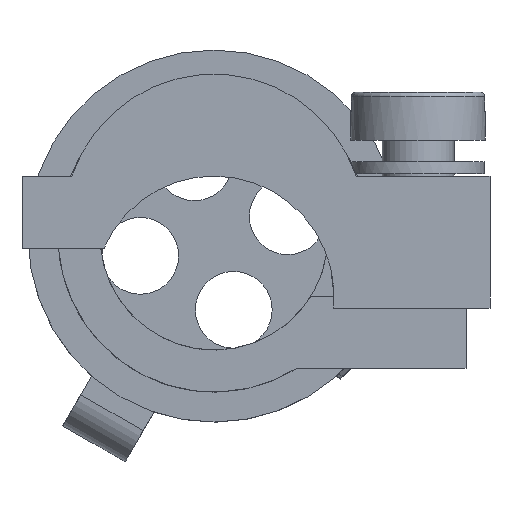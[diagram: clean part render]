
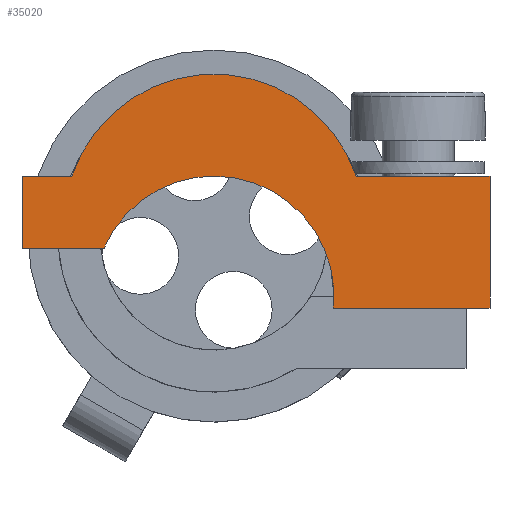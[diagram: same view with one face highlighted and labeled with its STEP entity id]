
A CAD part, left-side view. The second image highlights one B-rep face of the part: STEP entity #35020.
In plain terms, the highlighted planar face has unit normal (-1, 0, 0).
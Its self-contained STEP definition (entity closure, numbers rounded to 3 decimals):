
#31740=CARTESIAN_POINT('',(-46.,8.,-0.5));
#31750=VERTEX_POINT('',#31740);
#31800=CARTESIAN_POINT('',(-46.,4.583,-0.5));
#31810=DIRECTION('',(0.,1.,0.));
#31820=VECTOR('',#31810,3.417);
#31830=LINE('',#31800,#31820);
#31840=CARTESIAN_POINT('',(-46.,4.583,-0.5));
#31850=VERTEX_POINT('',#31840);
#31860=EDGE_CURVE('',#31850,#31750,#31830,.T.);
#32250=CARTESIAN_POINT('',(-46.,-4.975,-3.));
#32260=VERTEX_POINT('',#32250);
#32290=CARTESIAN_POINT('',(-46.,-11.5,-3.));
#32300=DIRECTION('',(0.,1.,0.));
#32310=VECTOR('',#32300,6.525);
#32320=LINE('',#32290,#32310);
#32330=CARTESIAN_POINT('',(-46.,-11.5,-3.));
#32340=VERTEX_POINT('',#32330);
#32350=EDGE_CURVE('',#32340,#32260,#32320,.T.);
#32710=CARTESIAN_POINT('',(-46.,-11.5,2.5));
#32720=DIRECTION('',(0.,0.,-1.));
#32730=VECTOR('',#32720,5.5);
#32740=LINE('',#32710,#32730);
#32750=CARTESIAN_POINT('',(-46.,-11.5,2.5));
#32760=VERTEX_POINT('',#32750);
#32770=EDGE_CURVE('',#32760,#32340,#32740,.T.);
#33020=CARTESIAN_POINT('',(-46.,-5.921,2.5));
#33030=DIRECTION('',(0.,-1.,0.));
#33040=VECTOR('',#33030,5.579);
#33050=LINE('',#33020,#33040);
#33060=CARTESIAN_POINT('',(-46.,-5.921,2.5));
#33070=VERTEX_POINT('',#33060);
#33080=EDGE_CURVE('',#33070,#32760,#33050,.T.);
#33380=CARTESIAN_POINT('',(-46.,0.,0.5));
#33390=DIRECTION('',(1.,0.,0.));
#33400=DIRECTION('',(0.,0.947,-0.32));
#33410=AXIS2_PLACEMENT_3D('',#33380,#33390,#33400);
#33420=CIRCLE('',#33410,6.25);
#33430=CARTESIAN_POINT('',(-46.,5.921,2.5));
#33440=VERTEX_POINT('',#33430);
#33450=EDGE_CURVE('',#33440,#33070,#33420,.T.);
#34120=CARTESIAN_POINT('',(-46.,8.,2.5));
#34130=DIRECTION('',(0.,-1.,0.));
#34140=VECTOR('',#34130,2.079);
#34150=LINE('',#34120,#34140);
#34160=CARTESIAN_POINT('',(-46.,8.,2.5));
#34170=VERTEX_POINT('',#34160);
#34180=EDGE_CURVE('',#34170,#33440,#34150,.T.);
#34430=CARTESIAN_POINT('',(-46.,8.,-0.5));
#34440=DIRECTION('',(0.,0.,1.));
#34450=VECTOR('',#34440,3.);
#34460=LINE('',#34430,#34450);
#34470=EDGE_CURVE('',#31750,#34170,#34460,.T.);
#34750=CARTESIAN_POINT('',(-46.,0.,-2.5));
#34760=DIRECTION('',(-1.,0.,0.));
#34770=DIRECTION('',(0.,-0.995,-0.1));
#34780=AXIS2_PLACEMENT_3D('',#34750,#34760,#34770);
#34790=CIRCLE('',#34780,5.);
#34800=EDGE_CURVE('',#32260,#31850,#34790,.T.);
#34870=CARTESIAN_POINT('',(-46.,-2.099,1.537));
#34880=DIRECTION('',(1.,-0.,0.));
#34890=DIRECTION('',(0.,0.,-1.));
#34900=AXIS2_PLACEMENT_3D('',#34870,#34880,#34890);
#34910=PLANE('',#34900);
#34920=ORIENTED_EDGE('',*,*,#34800,.F.);
#34930=ORIENTED_EDGE('',*,*,#31860,.F.);
#34940=ORIENTED_EDGE('',*,*,#34470,.F.);
#34950=ORIENTED_EDGE('',*,*,#34180,.F.);
#34960=ORIENTED_EDGE('',*,*,#33450,.F.);
#34970=ORIENTED_EDGE('',*,*,#33080,.F.);
#34980=ORIENTED_EDGE('',*,*,#32770,.F.);
#34990=ORIENTED_EDGE('',*,*,#32350,.F.);
#35000=EDGE_LOOP('',(#34990,#34980,#34970,#34960,#34950,#34940,#34930,
#34920));
#35010=FACE_OUTER_BOUND('',#35000,.T.);
#35020=ADVANCED_FACE('',(#35010),#34910,.F.);
